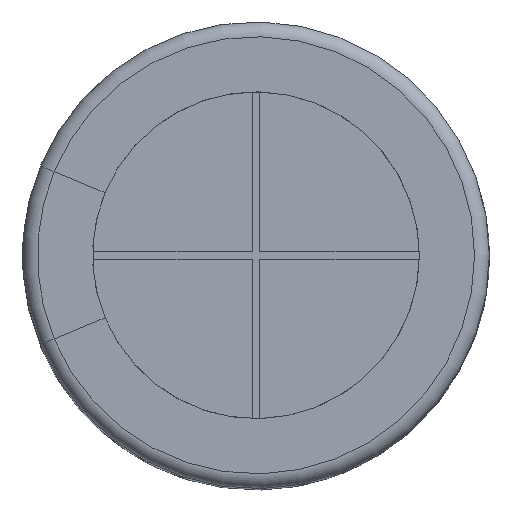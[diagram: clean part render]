
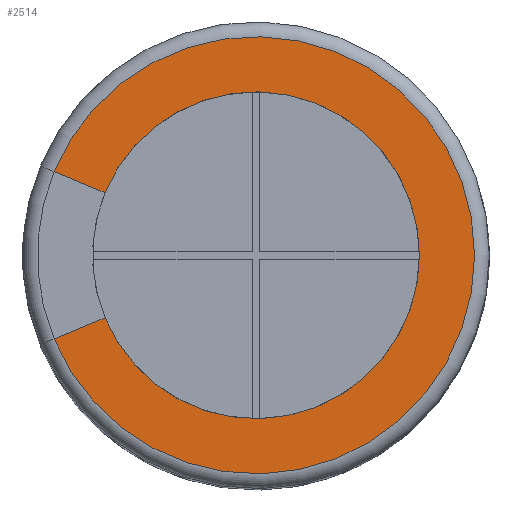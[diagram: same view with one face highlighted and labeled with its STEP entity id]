
A CAD part, top view. The second image highlights one B-rep face of the part: STEP entity #2514.
In plain terms, the highlighted planar face has unit normal (0, 0, 1).
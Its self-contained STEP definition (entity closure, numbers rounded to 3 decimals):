
#2176 = TOROIDAL_SURFACE('',#2177,2.95,0.2);
#2177 = AXIS2_PLACEMENT_3D('',#2178,#2179,#2180);
#2178 = CARTESIAN_POINT('',(0.,0.,10.8));
#2179 = DIRECTION('',(0.,0.,1.));
#2180 = DIRECTION('',(-0.924,0.383,0.));
#2193 = VERTEX_POINT('',#2194);
#2194 = CARTESIAN_POINT('',(-2.725,1.129,11.));
#2216 = VERTEX_POINT('',#2217);
#2217 = CARTESIAN_POINT('',(-2.725,-1.129,11.));
#2232 = PLANE('',#2233);
#2233 = AXIS2_PLACEMENT_3D('',#2234,#2235,#2236);
#2234 = CARTESIAN_POINT('',(0.,0.,11.));
#2235 = DIRECTION('',(0.,-0.,-1.));
#2236 = DIRECTION('',(-0.924,-0.383,0.));
#2402 = EDGE_CURVE('',#2193,#2216,#2403,.T.);
#2403 = SURFACE_CURVE('',#2404,(#2409,#2416),.PCURVE_S1.);
#2404 = CIRCLE('',#2405,2.95);
#2405 = AXIS2_PLACEMENT_3D('',#2406,#2407,#2408);
#2406 = CARTESIAN_POINT('',(0.,0.,11.));
#2407 = DIRECTION('',(0.,0.,-1.));
#2408 = DIRECTION('',(-0.924,0.383,0.));
#2409 = PCURVE('',#2176,#2410);
#2410 = DEFINITIONAL_REPRESENTATION('',(#2411),#2415);
#2411 = LINE('',#2412,#2413);
#2412 = CARTESIAN_POINT('',(-0.,1.571));
#2413 = VECTOR('',#2414,1.);
#2414 = DIRECTION('',(-1.,0.));
#2415 = ( GEOMETRIC_REPRESENTATION_CONTEXT(2)
PARAMETRIC_REPRESENTATION_CONTEXT() REPRESENTATION_CONTEXT('2D SPACE',''
) );
#2416 = PCURVE('',#2417,#2422);
#2417 = PLANE('',#2418);
#2418 = AXIS2_PLACEMENT_3D('',#2419,#2420,#2421);
#2419 = CARTESIAN_POINT('',(0.,0.,11.));
#2420 = DIRECTION('',(-0.,0.,-1.));
#2421 = DIRECTION('',(-0.924,0.383,0.));
#2422 = DEFINITIONAL_REPRESENTATION('',(#2423),#2427);
#2423 = CIRCLE('',#2424,2.95);
#2424 = AXIS2_PLACEMENT_2D('',#2425,#2426);
#2425 = CARTESIAN_POINT('',(0.,0.));
#2426 = DIRECTION('',(1.,0.));
#2427 = ( GEOMETRIC_REPRESENTATION_CONTEXT(2)
PARAMETRIC_REPRESENTATION_CONTEXT() REPRESENTATION_CONTEXT('2D SPACE',''
) );
#2434 = EDGE_CURVE('',#2193,#2435,#2437,.T.);
#2435 = VERTEX_POINT('',#2436);
#2436 = CARTESIAN_POINT('',(-2.037,0.844,11.));
#2437 = SURFACE_CURVE('',#2438,(#2442,#2449),.PCURVE_S1.);
#2438 = LINE('',#2439,#2440);
#2439 = CARTESIAN_POINT('',(-2.725,1.129,11.));
#2440 = VECTOR('',#2441,1.);
#2441 = DIRECTION('',(0.924,-0.383,0.));
#2442 = PCURVE('',#2232,#2443);
#2443 = DEFINITIONAL_REPRESENTATION('',(#2444),#2448);
#2444 = LINE('',#2445,#2446);
#2445 = CARTESIAN_POINT('',(2.086,2.086));
#2446 = VECTOR('',#2447,1.);
#2447 = DIRECTION('',(-0.707,-0.707));
#2448 = ( GEOMETRIC_REPRESENTATION_CONTEXT(2)
PARAMETRIC_REPRESENTATION_CONTEXT() REPRESENTATION_CONTEXT('2D SPACE',''
) );
#2449 = PCURVE('',#2417,#2450);
#2450 = DEFINITIONAL_REPRESENTATION('',(#2451),#2455);
#2451 = LINE('',#2452,#2453);
#2452 = CARTESIAN_POINT('',(2.95,0.));
#2453 = VECTOR('',#2454,1.);
#2454 = DIRECTION('',(-1.,0.));
#2455 = ( GEOMETRIC_REPRESENTATION_CONTEXT(2)
PARAMETRIC_REPRESENTATION_CONTEXT() REPRESENTATION_CONTEXT('2D SPACE',''
) );
#2458 = VERTEX_POINT('',#2459);
#2459 = CARTESIAN_POINT('',(-2.037,-0.844,11.));
#2486 = EDGE_CURVE('',#2216,#2458,#2487,.T.);
#2487 = SURFACE_CURVE('',#2488,(#2492,#2499),.PCURVE_S1.);
#2488 = LINE('',#2489,#2490);
#2489 = CARTESIAN_POINT('',(-2.725,-1.129,11.));
#2490 = VECTOR('',#2491,1.);
#2491 = DIRECTION('',(0.924,0.383,0.));
#2492 = PCURVE('',#2232,#2493);
#2493 = DEFINITIONAL_REPRESENTATION('',(#2494),#2498);
#2494 = LINE('',#2495,#2496);
#2495 = CARTESIAN_POINT('',(2.95,0.));
#2496 = VECTOR('',#2497,1.);
#2497 = DIRECTION('',(-1.,0.));
#2498 = ( GEOMETRIC_REPRESENTATION_CONTEXT(2)
PARAMETRIC_REPRESENTATION_CONTEXT() REPRESENTATION_CONTEXT('2D SPACE',''
) );
#2499 = PCURVE('',#2417,#2500);
#2500 = DEFINITIONAL_REPRESENTATION('',(#2501),#2505);
#2501 = LINE('',#2502,#2503);
#2502 = CARTESIAN_POINT('',(2.086,-2.086));
#2503 = VECTOR('',#2504,1.);
#2504 = DIRECTION('',(-0.707,0.707));
#2505 = ( GEOMETRIC_REPRESENTATION_CONTEXT(2)
PARAMETRIC_REPRESENTATION_CONTEXT() REPRESENTATION_CONTEXT('2D SPACE',''
) );
#2514 = ADVANCED_FACE('',(#2515),#2417,.F.);
#2515 = FACE_BOUND('',#2516,.F.);
#2516 = EDGE_LOOP('',(#2517,#2518,#2519,#2546));
#2517 = ORIENTED_EDGE('',*,*,#2402,.T.);
#2518 = ORIENTED_EDGE('',*,*,#2486,.T.);
#2519 = ORIENTED_EDGE('',*,*,#2520,.F.);
#2520 = EDGE_CURVE('',#2435,#2458,#2521,.T.);
#2521 = SURFACE_CURVE('',#2522,(#2527,#2534),.PCURVE_S1.);
#2522 = CIRCLE('',#2523,2.205);
#2523 = AXIS2_PLACEMENT_3D('',#2524,#2525,#2526);
#2524 = CARTESIAN_POINT('',(0.,0.,11.));
#2525 = DIRECTION('',(0.,0.,-1.));
#2526 = DIRECTION('',(-0.924,0.383,0.));
#2527 = PCURVE('',#2417,#2528);
#2528 = DEFINITIONAL_REPRESENTATION('',(#2529),#2533);
#2529 = CIRCLE('',#2530,2.205);
#2530 = AXIS2_PLACEMENT_2D('',#2531,#2532);
#2531 = CARTESIAN_POINT('',(0.,0.));
#2532 = DIRECTION('',(1.,0.));
#2533 = ( GEOMETRIC_REPRESENTATION_CONTEXT(2)
PARAMETRIC_REPRESENTATION_CONTEXT() REPRESENTATION_CONTEXT('2D SPACE',''
) );
#2534 = PCURVE('',#2535,#2540);
#2535 = CYLINDRICAL_SURFACE('',#2536,2.205);
#2536 = AXIS2_PLACEMENT_3D('',#2537,#2538,#2539);
#2537 = CARTESIAN_POINT('',(0.,0.,11.));
#2538 = DIRECTION('',(-0.,0.,-1.));
#2539 = DIRECTION('',(-0.924,0.383,0.));
#2540 = DEFINITIONAL_REPRESENTATION('',(#2541),#2545);
#2541 = LINE('',#2542,#2543);
#2542 = CARTESIAN_POINT('',(0.,0.));
#2543 = VECTOR('',#2544,1.);
#2544 = DIRECTION('',(1.,0.));
#2545 = ( GEOMETRIC_REPRESENTATION_CONTEXT(2)
PARAMETRIC_REPRESENTATION_CONTEXT() REPRESENTATION_CONTEXT('2D SPACE',''
) );
#2546 = ORIENTED_EDGE('',*,*,#2434,.F.);
